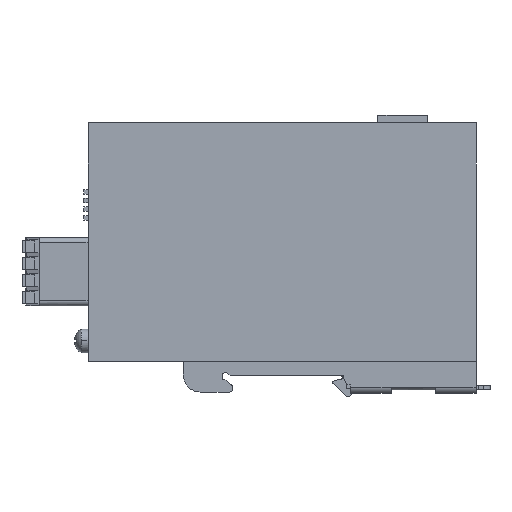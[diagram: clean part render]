
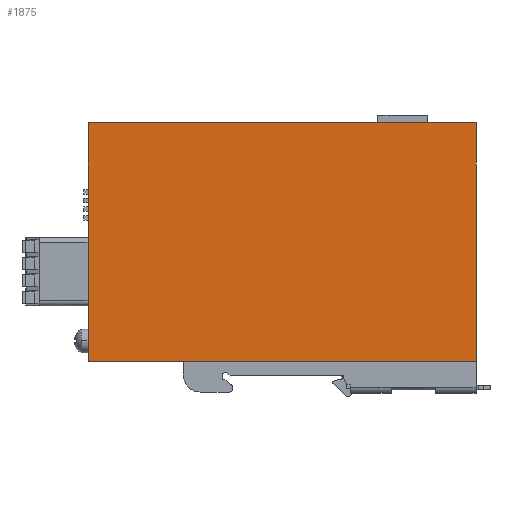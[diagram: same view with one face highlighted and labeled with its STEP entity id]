
A CAD part, left-side view. The second image highlights one B-rep face of the part: STEP entity #1875.
In plain terms, the highlighted planar face has unit normal (-1, 0, 0).
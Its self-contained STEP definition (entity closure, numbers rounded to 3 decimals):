
#1848=AXIS2_PLACEMENT_3D('Plane Axis2P3D',#1845,#1846,#1847) ;
#904=CARTESIAN_POINT('Vertex',(0.,4.,80.4)) ;
#918=CARTESIAN_POINT('Vertex',(0.,118.,80.4)) ;
#921=CARTESIAN_POINT('Line Origine',(0.,61.,80.4)) ;
#1845=CARTESIAN_POINT('Axis2P3D Location',(0.,61.,29.95)) ;
#1850=CARTESIAN_POINT('Line Origine',(0.,4.,45.4)) ;
#1854=CARTESIAN_POINT('Vertex',(0.,4.,10.4)) ;
#1857=CARTESIAN_POINT('Line Origine',(0.,118.,45.4)) ;
#1861=CARTESIAN_POINT('Vertex',(0.,118.,10.4)) ;
#1864=CARTESIAN_POINT('Line Origine',(0.,61.,10.4)) ;
#922=DIRECTION('Vector Direction',(0.,1.,0.)) ;
#1846=DIRECTION('Axis2P3D Direction',(-1.,0.,0.)) ;
#1847=DIRECTION('Axis2P3D XDirection',(0.,-1.,0.)) ;
#1851=DIRECTION('Vector Direction',(0.,0.,-1.)) ;
#1858=DIRECTION('Vector Direction',(0.,0.,1.)) ;
#1865=DIRECTION('Vector Direction',(0.,-1.,0.)) ;
#923=VECTOR('Line Direction',#922,1.) ;
#1852=VECTOR('Line Direction',#1851,1.) ;
#1859=VECTOR('Line Direction',#1858,1.) ;
#1866=VECTOR('Line Direction',#1865,1.) ;
#1870=ORIENTED_EDGE('',*,*,#1856,.F.) ;
#1871=ORIENTED_EDGE('',*,*,#925,.T.) ;
#1872=ORIENTED_EDGE('',*,*,#1863,.F.) ;
#1873=ORIENTED_EDGE('',*,*,#1868,.T.) ;
#1875=ADVANCED_FACE('SWITCH',(#1874),#1849,.T.) ;
#925=EDGE_CURVE('',#905,#919,#924,.T.) ;
#1856=EDGE_CURVE('',#905,#1855,#1853,.T.) ;
#1863=EDGE_CURVE('',#1862,#919,#1860,.T.) ;
#1868=EDGE_CURVE('',#1862,#1855,#1867,.T.) ;
#1869=EDGE_LOOP('',(#1870,#1871,#1872,#1873)) ;
#1874=FACE_OUTER_BOUND('',#1869,.T.) ;
#924=LINE('Line',#921,#923) ;
#1853=LINE('Line',#1850,#1852) ;
#1860=LINE('Line',#1857,#1859) ;
#1867=LINE('Line',#1864,#1866) ;
#1849=PLANE('',#1848) ;
#905=VERTEX_POINT('',#904) ;
#919=VERTEX_POINT('',#918) ;
#1855=VERTEX_POINT('',#1854) ;
#1862=VERTEX_POINT('',#1861) ;
